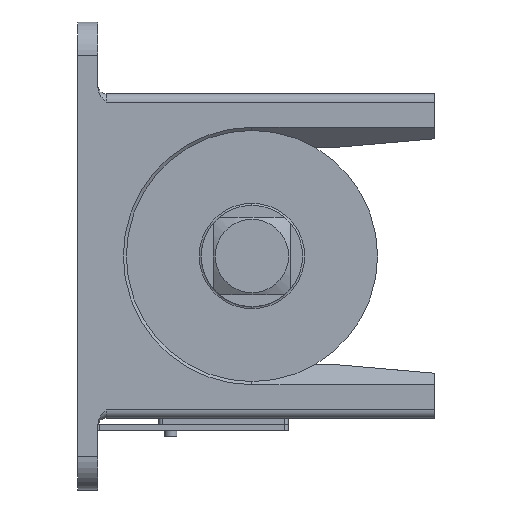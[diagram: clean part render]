
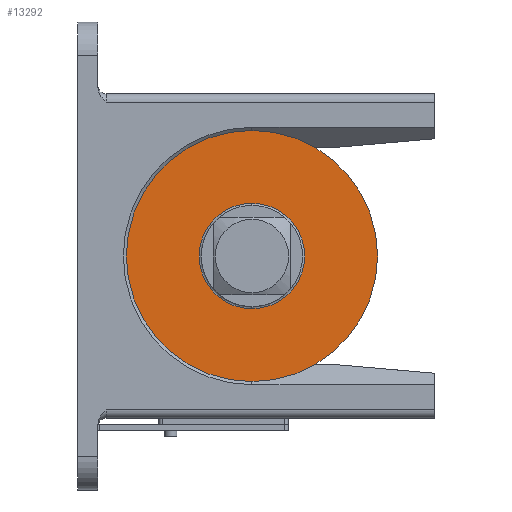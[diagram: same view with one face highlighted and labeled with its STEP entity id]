
A CAD part, front view. The second image highlights one B-rep face of the part: STEP entity #13292.
In plain terms, the highlighted face is planar.
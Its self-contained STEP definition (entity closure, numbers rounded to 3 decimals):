
#11713=CARTESIAN_POINT('',(0.,0.,37.5));
#11714=DIRECTION('',(0.,0.,-1.));
#11715=DIRECTION('',(0.,-1.,0.));
#11716=AXIS2_PLACEMENT_3D('',#11713,#11714,#11715);
#11728=CARTESIAN_POINT('',(0.,0.,37.5));
#11729=DIRECTION('',(0.,0.,1.));
#11730=DIRECTION('',(0.,-1.,0.));
#11731=AXIS2_PLACEMENT_3D('',#11728,#11729,#11730);
#11751=CARTESIAN_POINT('',(0.,0.,37.5));
#11752=DIRECTION('',(0.,0.,-1.));
#11753=DIRECTION('',(0.,1.,0.));
#11754=AXIS2_PLACEMENT_3D('',#11751,#11752,#11753);
#11759=CARTESIAN_POINT('',(0.,0.,37.5));
#11760=DIRECTION('',(0.,0.,-1.));
#11761=DIRECTION('',(0.,-1.,0.));
#11762=AXIS2_PLACEMENT_3D('',#11759,#11760,#11761);
#12353=CARTESIAN_POINT('',(0.,-31.,37.5));
#12354=CARTESIAN_POINT('',(0.,31.,37.5));
#12355=VERTEX_POINT('',#12353);
#12356=VERTEX_POINT('',#12354);
#12467=CARTESIAN_POINT('',(0.,13.,37.5));
#12468=CARTESIAN_POINT('',(0.,-13.,37.5));
#12469=VERTEX_POINT('',#12467);
#12470=VERTEX_POINT('',#12468);
#13277=CARTESIAN_POINT('',(0.,0.,37.5));
#13278=DIRECTION('',(0.,0.,-1.));
#13279=DIRECTION('',(0.,-1.,0.));
#13280=AXIS2_PLACEMENT_3D('',#13277,#13278,#13279);
#13281=PLANE('',#13280);
#13282=ORIENTED_EDGE('',*,*,#13270,.F.);
#13283=ORIENTED_EDGE('',*,*,#13259,.T.);
#13284=EDGE_LOOP('',(#13282,#13283));
#13285=FACE_OUTER_BOUND('',#13284,.F.);
#13287=ORIENTED_EDGE('',*,*,#13286,.F.);
#13289=ORIENTED_EDGE('',*,*,#13288,.F.);
#13290=EDGE_LOOP('',(#13287,#13289));
#13291=FACE_BOUND('',#13290,.F.);
#13292=ADVANCED_FACE('',(#13285,#13291),#13281,.F.);
#11717=CIRCLE('',#11716,31.);
#11732=CIRCLE('',#11731,31.);
#11755=CIRCLE('',#11754,13.);
#11763=CIRCLE('',#11762,13.);
#13259=EDGE_CURVE('',#12355,#12356,#11717,.T.);
#13270=EDGE_CURVE('',#12355,#12356,#11732,.T.);
#13286=EDGE_CURVE('',#12469,#12470,#11755,.T.);
#13288=EDGE_CURVE('',#12470,#12469,#11763,.T.);
